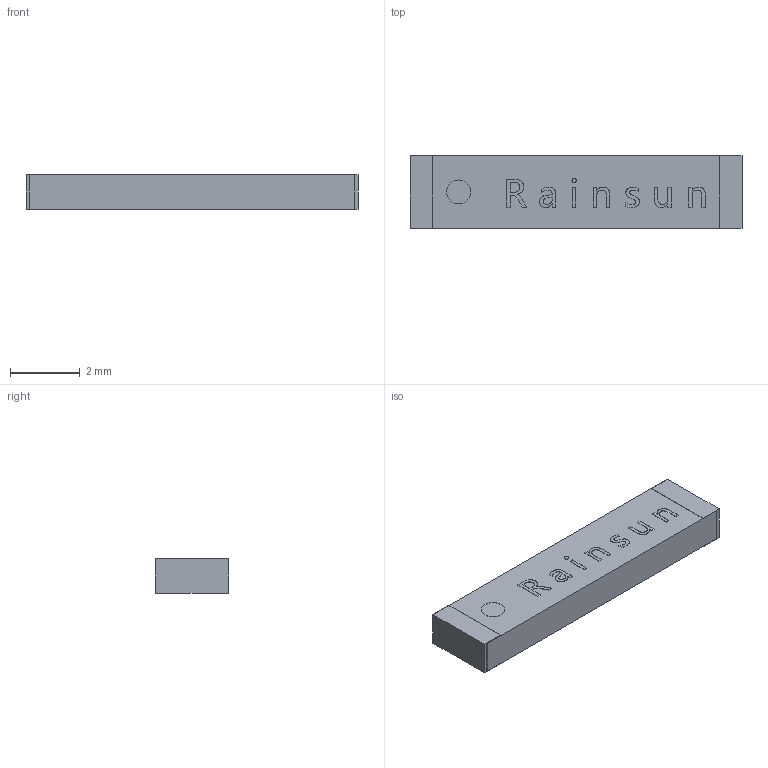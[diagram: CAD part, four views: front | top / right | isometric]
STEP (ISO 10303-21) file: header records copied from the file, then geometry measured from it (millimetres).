
FILE_DESCRIPTION (( 'STEP AP214' ), '1' );
FILE_NAME ('AN9520-245.STEP', '2022-02-18T06:49:14', ( '' ), ( '' ), 'SwSTEP 2.0', 'SolidWorks 2020', '' );
FILE_SCHEMA (( 'AUTOMOTIVE_DESIGN' ));
Length unit declared in the file: millimetre
Products named in the file (1): AN9520-245
Bounding box: 9.5 x 2.1 x 1 mm (x, y, z)
Surface area: 42.9 mm2 (no closed solid volume)
Topology: 0 solids, 1 shells, 74 faces, 328 edges, 238 vertices
Faces by surface type: plane 45, bspline 27, cylinder 2
Entity records: 5907 total; most frequent: CARTESIAN_POINT 2752, ORIENTED_EDGE 474, DIRECTION 340, EDGE_CURVE 328, VERTEX_POINT 238, VECTOR 236, LINE 236, B_SPLINE_CURVE_WITH_KNOTS 88
